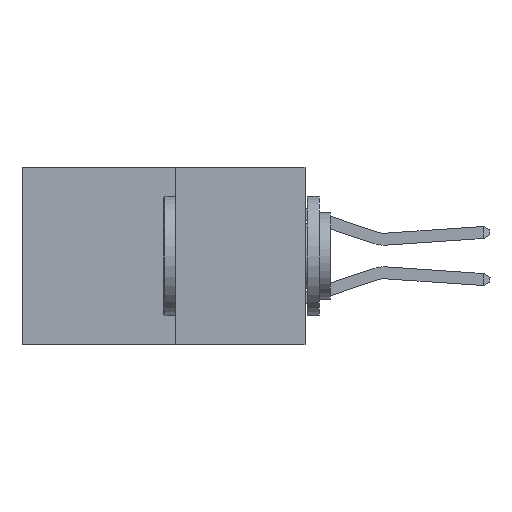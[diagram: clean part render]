
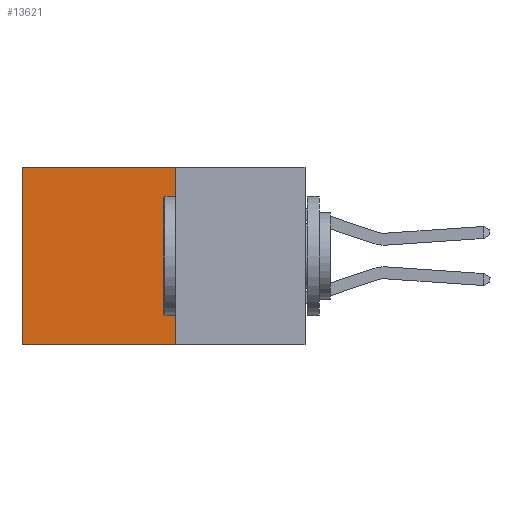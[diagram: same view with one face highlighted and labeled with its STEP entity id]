
A CAD part, left-side view. The second image highlights one B-rep face of the part: STEP entity #13621.
In plain terms, the highlighted planar face has unit normal (-1, 0, 0).
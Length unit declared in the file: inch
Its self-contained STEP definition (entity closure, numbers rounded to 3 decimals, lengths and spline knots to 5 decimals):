
#577 = CARTESIAN_POINT ( 'NONE',  ( 0.277, 0.27, -0.37 ) ) ;
#989 = LINE ( 'NONE', #12676, #16905 ) ;
#1333 = DIRECTION ( 'NONE',  ( 0., 1., 0. ) ) ;
#1681 = CARTESIAN_POINT ( 'NONE',  ( 0.277, 0.27, -0.37 ) ) ;
#2106 = LINE ( 'NONE', #25949, #18006 ) ;
#3192 = LINE ( 'NONE', #1681, #13561 ) ;
#3609 = PLANE ( 'NONE',  #14322 ) ;
#4292 = VERTEX_POINT ( 'NONE', #577 ) ;
#5698 = DIRECTION ( 'NONE',  ( 0., 0., -1. ) ) ;
#6878 = FACE_OUTER_BOUND ( 'NONE', #12969, .T. ) ;
#8397 = DIRECTION ( 'NONE',  ( 0., 1., 0. ) ) ;
#10959 = VERTEX_POINT ( 'NONE', #22844 ) ;
#12492 = ORIENTED_EDGE ( 'NONE', *, *, #23416, .F. ) ;
#12676 = CARTESIAN_POINT ( 'NONE',  ( 0.277, 0.59, -0.37 ) ) ;
#12832 = CARTESIAN_POINT ( 'NONE',  ( 0.277, 0.59, 0. ) ) ;
#12969 = EDGE_LOOP ( 'NONE', ( #22399, #12492, #25849, #16355 ) ) ;
#13330 = EDGE_CURVE ( 'NONE', #13949, #10959, #989, .T. ) ;
#13561 = VECTOR ( 'NONE', #24280, 39.37008 ) ;
#13621 = ADVANCED_FACE ( 'NONE', ( #6878 ), #3609, .F. ) ;
#13949 = VERTEX_POINT ( 'NONE', #12832 ) ;
#14088 = VERTEX_POINT ( 'NONE', #25438 ) ;
#14322 = AXIS2_PLACEMENT_3D ( 'NONE', #24068, #18072, #5698 ) ;
#15974 = EDGE_CURVE ( 'NONE', #14088, #4292, #3192, .T. ) ;
#16355 = ORIENTED_EDGE ( 'NONE', *, *, #22994, .T. ) ;
#16815 = DIRECTION ( 'NONE',  ( 0., 0., -1. ) ) ;
#16905 = VECTOR ( 'NONE', #16815, 39.37008 ) ;
#18006 = VECTOR ( 'NONE', #1333, 39.37008 ) ;
#18030 = LINE ( 'NONE', #22761, #23412 ) ;
#18072 = DIRECTION ( 'NONE',  ( 1., 0., 0. ) ) ;
#22399 = ORIENTED_EDGE ( 'NONE', *, *, #13330, .T. ) ;
#22761 = CARTESIAN_POINT ( 'NONE',  ( 0.277, 0.27, 0. ) ) ;
#22844 = CARTESIAN_POINT ( 'NONE',  ( 0.277, 0.59, -0.37 ) ) ;
#22994 = EDGE_CURVE ( 'NONE', #14088, #13949, #18030, .T. ) ;
#23412 = VECTOR ( 'NONE', #8397, 39.37008 ) ;
#23416 = EDGE_CURVE ( 'NONE', #4292, #10959, #2106, .T. ) ;
#24068 = CARTESIAN_POINT ( 'NONE',  ( 0.277, 0.27, -0.37 ) ) ;
#24280 = DIRECTION ( 'NONE',  ( 0., 0., -1. ) ) ;
#25438 = CARTESIAN_POINT ( 'NONE',  ( 0.277, 0.27, 0. ) ) ;
#25849 = ORIENTED_EDGE ( 'NONE', *, *, #15974, .F. ) ;
#25949 = CARTESIAN_POINT ( 'NONE',  ( 0.277, 0.27, -0.37 ) ) ;
